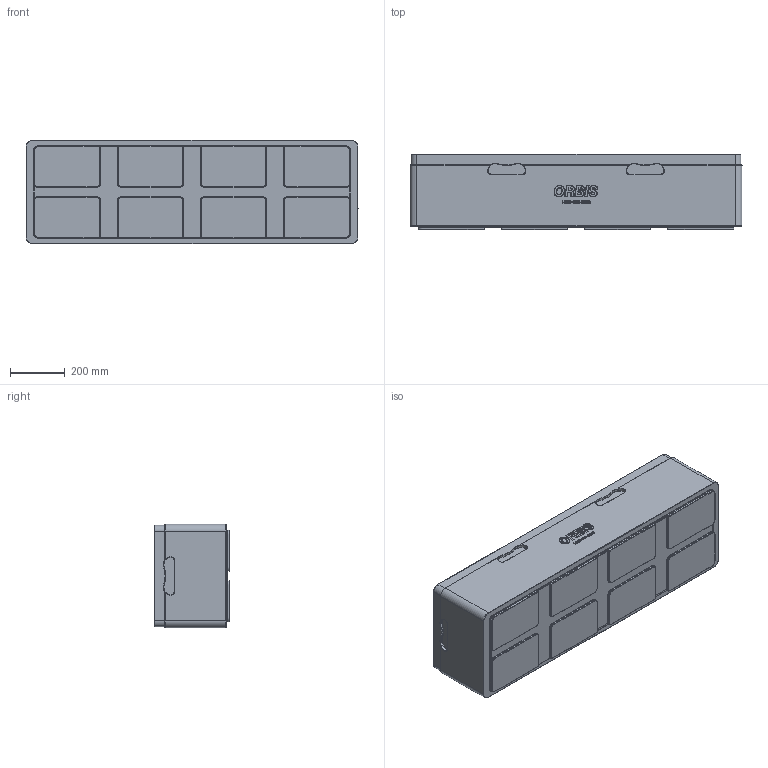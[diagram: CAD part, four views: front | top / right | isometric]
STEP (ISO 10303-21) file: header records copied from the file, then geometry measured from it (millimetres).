
FILE_DESCRIPTION((''),'2;1');
FILE_NAME('84993R_WSM','2025-06-20T12:00:19',('SYSTEM'),(''),'CREO PARAMETRIC BY PTC INC, 2023294','CREO PARAMETRIC BY PTC INC, 2023294','');
FILE_SCHEMA(('CONFIG_CONTROL_DESIGN'));
Products named in the file (1): 84993R_WSM
Bounding box: 1217.93 x 276.5 x 379.73 mm (x, y, z)
Volume: 21615488 mm3; surface area: 2584784.1 mm2
Topology: 1 solids, 1 shells, 2198 faces, 5884 edges, 3760 vertices
Faces by surface type: plane 1416, cylinder 265, bspline 238, extrusion 150, torus 129
Entity records: 78235 total; most frequent: CARTESIAN_POINT 26215, ORIENTED_EDGE 11768, DIRECTION 9104, EDGE_CURVE 5884, VECTOR 4334, LINE 4184, VERTEX_POINT 3760, AXIS2_PLACEMENT_3D 2385
